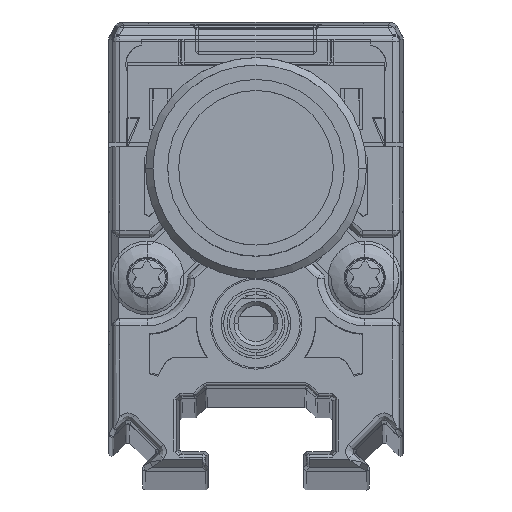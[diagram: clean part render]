
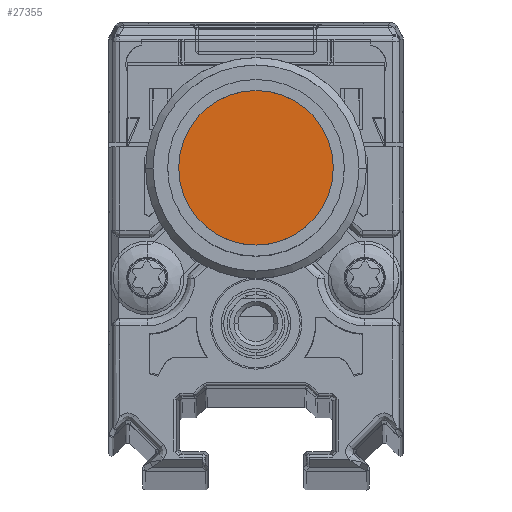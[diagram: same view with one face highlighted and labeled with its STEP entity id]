
A CAD part, top view. The second image highlights one B-rep face of the part: STEP entity #27355.
In plain terms, the highlighted face is planar.
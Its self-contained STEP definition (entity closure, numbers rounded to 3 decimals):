
#26555=CARTESIAN_POINT('',(0.,0.,0.));
#26556=DIRECTION('',(0.,-1.,0.));
#26557=DIRECTION('',(1.,0.,0.));
#26558=AXIS2_PLACEMENT_3D('',#26555,#26556,#26557);
#26560=CARTESIAN_POINT('',(0.,0.,0.));
#26561=DIRECTION('',(0.,-1.,0.));
#26562=DIRECTION('',(-1.,0.,0.));
#26563=AXIS2_PLACEMENT_3D('',#26560,#26561,#26562);
#26661=CARTESIAN_POINT('',(-5.25,0.,0.));
#26662=VERTEX_POINT('',#26661);
#26663=CARTESIAN_POINT('',(5.25,0.,0.));
#26664=VERTEX_POINT('',#26663);
#27346=CARTESIAN_POINT('',(0.,0.,0.));
#27347=DIRECTION('',(0.,-1.,0.));
#27348=DIRECTION('',(1.,0.,0.));
#27349=AXIS2_PLACEMENT_3D('',#27346,#27347,#27348);
#27350=PLANE('',#27349);
#27351=ORIENTED_EDGE('',*,*,#27332,.T.);
#27352=ORIENTED_EDGE('',*,*,#27314,.T.);
#27353=EDGE_LOOP('',(#27351,#27352));
#27354=FACE_OUTER_BOUND('',#27353,.F.);
#27355=ADVANCED_FACE('',(#27354),#27350,.F.);
#26559=CIRCLE('',#26558,5.25);
#26564=CIRCLE('',#26563,5.25);
#27314=EDGE_CURVE('',#26662,#26664,#26564,.T.);
#27332=EDGE_CURVE('',#26664,#26662,#26559,.T.);
